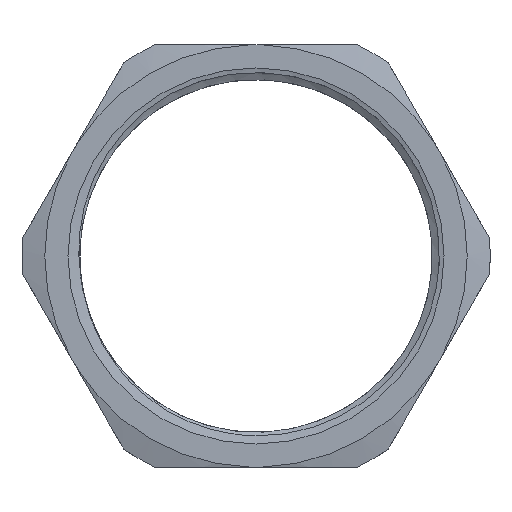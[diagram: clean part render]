
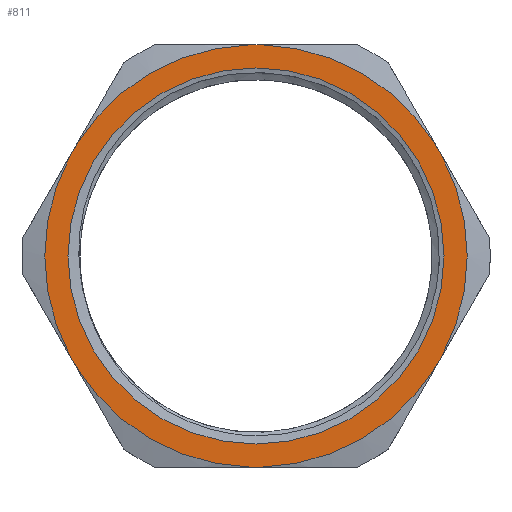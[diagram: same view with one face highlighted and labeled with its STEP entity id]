
A CAD part, top view. The second image highlights one B-rep face of the part: STEP entity #811.
In plain terms, the highlighted planar face has unit normal (0, 0, 1).
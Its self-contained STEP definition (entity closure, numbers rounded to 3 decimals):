
#38=LINE('',#1759,#74);
#39=LINE('',#1763,#75);
#40=LINE('',#1767,#76);
#41=LINE('',#1771,#77);
#42=LINE('',#1775,#78);
#43=LINE('',#1778,#79);
#74=VECTOR('',#979,1.357);
#75=VECTOR('',#982,1.357);
#76=VECTOR('',#985,1.357);
#77=VECTOR('',#988,1.357);
#78=VECTOR('',#991,1.357);
#79=VECTOR('',#994,1.357);
#110=PLANE('',#867);
#136=FACE_BOUND('',#191,.T.);
#144=FACE_OUTER_BOUND('',#190,.T.);
#190=EDGE_LOOP('',(#522,#523,#524,#525,#526,#527,#528,#529,#530,#531,#532,
#533));
#191=EDGE_LOOP('',(#534));
#232=CIRCLE('',#860,20.486);
#236=CIRCLE('',#868,23.01);
#237=CIRCLE('',#869,23.01);
#238=CIRCLE('',#870,23.01);
#239=CIRCLE('',#871,23.01);
#240=CIRCLE('',#872,23.01);
#241=CIRCLE('',#873,23.01);
#296=VERTEX_POINT('',#1220);
#302=VERTEX_POINT('',#1755);
#303=VERTEX_POINT('',#1756);
#304=VERTEX_POINT('',#1758);
#305=VERTEX_POINT('',#1760);
#306=VERTEX_POINT('',#1762);
#307=VERTEX_POINT('',#1764);
#308=VERTEX_POINT('',#1766);
#309=VERTEX_POINT('',#1768);
#310=VERTEX_POINT('',#1770);
#311=VERTEX_POINT('',#1772);
#312=VERTEX_POINT('',#1774);
#313=VERTEX_POINT('',#1776);
#378=EDGE_CURVE('',#296,#296,#232,.T.);
#388=EDGE_CURVE('',#302,#303,#236,.T.);
#389=EDGE_CURVE('',#304,#302,#38,.T.);
#390=EDGE_CURVE('',#305,#304,#237,.T.);
#391=EDGE_CURVE('',#306,#305,#39,.T.);
#392=EDGE_CURVE('',#307,#306,#238,.T.);
#393=EDGE_CURVE('',#308,#307,#40,.T.);
#394=EDGE_CURVE('',#309,#308,#239,.T.);
#395=EDGE_CURVE('',#310,#309,#41,.T.);
#396=EDGE_CURVE('',#311,#310,#240,.T.);
#397=EDGE_CURVE('',#312,#311,#42,.T.);
#398=EDGE_CURVE('',#313,#312,#241,.T.);
#399=EDGE_CURVE('',#303,#313,#43,.T.);
#522=ORIENTED_EDGE('',*,*,#388,.F.);
#523=ORIENTED_EDGE('',*,*,#389,.F.);
#524=ORIENTED_EDGE('',*,*,#390,.F.);
#525=ORIENTED_EDGE('',*,*,#391,.F.);
#526=ORIENTED_EDGE('',*,*,#392,.F.);
#527=ORIENTED_EDGE('',*,*,#393,.F.);
#528=ORIENTED_EDGE('',*,*,#394,.F.);
#529=ORIENTED_EDGE('',*,*,#395,.F.);
#530=ORIENTED_EDGE('',*,*,#396,.F.);
#531=ORIENTED_EDGE('',*,*,#397,.F.);
#532=ORIENTED_EDGE('',*,*,#398,.F.);
#533=ORIENTED_EDGE('',*,*,#399,.F.);
#534=ORIENTED_EDGE('',*,*,#378,.T.);
#811=ADVANCED_FACE('',(#144,#136),#110,.T.);
#860=AXIS2_PLACEMENT_3D('',#1221,#961,#962);
#867=AXIS2_PLACEMENT_3D('',#1754,#975,#976);
#868=AXIS2_PLACEMENT_3D('',#1757,#977,#978);
#869=AXIS2_PLACEMENT_3D('',#1761,#980,#981);
#870=AXIS2_PLACEMENT_3D('',#1765,#983,#984);
#871=AXIS2_PLACEMENT_3D('',#1769,#986,#987);
#872=AXIS2_PLACEMENT_3D('',#1773,#989,#990);
#873=AXIS2_PLACEMENT_3D('',#1777,#992,#993);
#961=DIRECTION('center_axis',(0.,0.,-1.));
#962=DIRECTION('ref_axis',(0.,-1.,0.));
#975=DIRECTION('center_axis',(0.,0.,1.));
#976=DIRECTION('ref_axis',(1.,0.,0.));
#977=DIRECTION('center_axis',(0.,0.,-1.));
#978=DIRECTION('ref_axis',(0.432,-0.902,0.));
#979=DIRECTION('',(-0.5,-0.866,0.));
#980=DIRECTION('center_axis',(0.,0.,-1.));
#981=DIRECTION('ref_axis',(0.997,-0.077,0.));
#982=DIRECTION('',(0.5,-0.866,0.));
#983=DIRECTION('center_axis',(0.,0.,-1.));
#984=DIRECTION('ref_axis',(0.565,0.825,0.));
#985=DIRECTION('',(1.,0.,0.));
#986=DIRECTION('center_axis',(0.,0.,-1.));
#987=DIRECTION('ref_axis',(-0.432,0.902,0.));
#988=DIRECTION('',(0.5,0.866,0.));
#989=DIRECTION('center_axis',(0.,0.,-1.));
#990=DIRECTION('ref_axis',(-0.997,0.077,0.));
#991=DIRECTION('',(-0.5,0.866,0.));
#992=DIRECTION('center_axis',(0.,0.,-1.));
#993=DIRECTION('ref_axis',(-0.565,-0.825,0.));
#994=DIRECTION('',(-1.,0.,0.));
#1220=CARTESIAN_POINT('',(0.,-20.486,4.6));
#1221=CARTESIAN_POINT('Origin',(0.,0.,4.6));
#1754=CARTESIAN_POINT('Origin',(0.,0.,4.6));
#1755=CARTESIAN_POINT('',(19.579,-12.087,4.6));
#1756=CARTESIAN_POINT('',(0.678,-23.,4.6));
#1757=CARTESIAN_POINT('Origin',(0.,0.,4.6));
#1758=CARTESIAN_POINT('',(20.258,-10.913,4.6));
#1759=CARTESIAN_POINT('',(20.258,-10.913,4.6));
#1760=CARTESIAN_POINT('',(20.258,10.913,4.6));
#1761=CARTESIAN_POINT('Origin',(0.,0.,4.6));
#1762=CARTESIAN_POINT('',(19.579,12.087,4.6));
#1763=CARTESIAN_POINT('',(19.579,12.087,4.6));
#1764=CARTESIAN_POINT('',(0.678,23.,4.6));
#1765=CARTESIAN_POINT('Origin',(0.,0.,4.6));
#1766=CARTESIAN_POINT('',(-0.678,23.,4.6));
#1767=CARTESIAN_POINT('',(-0.678,23.,4.6));
#1768=CARTESIAN_POINT('',(-19.579,12.087,4.6));
#1769=CARTESIAN_POINT('Origin',(0.,0.,4.6));
#1770=CARTESIAN_POINT('',(-20.258,10.913,4.6));
#1771=CARTESIAN_POINT('',(-20.258,10.913,4.6));
#1772=CARTESIAN_POINT('',(-20.258,-10.913,4.6));
#1773=CARTESIAN_POINT('Origin',(0.,0.,4.6));
#1774=CARTESIAN_POINT('',(-19.579,-12.087,4.6));
#1775=CARTESIAN_POINT('',(-19.579,-12.087,4.6));
#1776=CARTESIAN_POINT('',(-0.678,-23.,4.6));
#1777=CARTESIAN_POINT('Origin',(0.,0.,4.6));
#1778=CARTESIAN_POINT('',(0.678,-23.,4.6));
